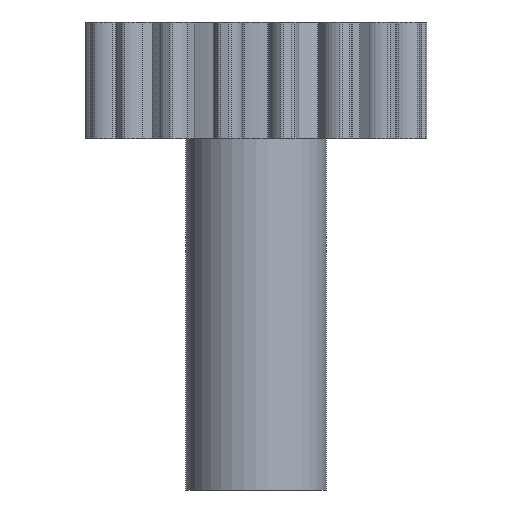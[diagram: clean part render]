
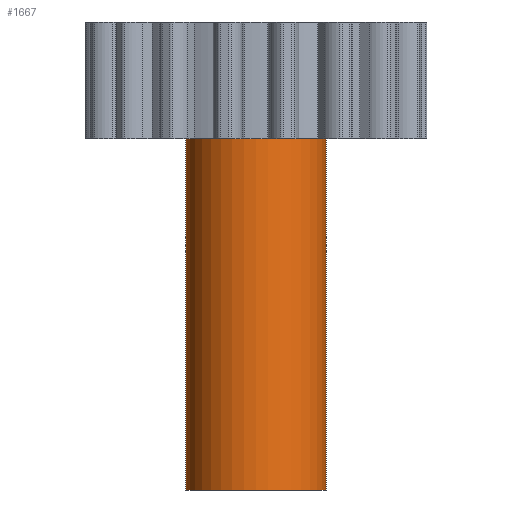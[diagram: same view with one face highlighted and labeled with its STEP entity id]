
A CAD part, front view. The second image highlights one B-rep face of the part: STEP entity #1667.
In plain terms, the highlighted cylindrical face has radius 12 mm (diameter 24 mm), a partial arc.
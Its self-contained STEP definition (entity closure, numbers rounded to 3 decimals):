
#180 = DIRECTION ( 'NONE',  ( 0., 0., 1. ) ) ;
#204 = CARTESIAN_POINT ( 'NONE',  ( 12., 0., -70. ) ) ;
#333 = CIRCLE ( 'NONE', #2835, 12. ) ;
#349 = EDGE_LOOP ( 'NONE', ( #1298, #4015, #1557, #2686 ) ) ;
#474 = DIRECTION ( 'NONE',  ( 1., 0., 0. ) ) ;
#632 = DIRECTION ( 'NONE',  ( 1., 0., 0. ) ) ;
#660 = DIRECTION ( 'NONE',  ( 0., 0., 1. ) ) ;
#673 = VERTEX_POINT ( 'NONE', #1418 ) ;
#925 = VECTOR ( 'NONE', #4017, 1000. ) ;
#938 = CARTESIAN_POINT ( 'NONE',  ( 0., 0., -70. ) ) ;
#966 = VERTEX_POINT ( 'NONE', #3890 ) ;
#1262 = CARTESIAN_POINT ( 'NONE',  ( 12., 0., -10. ) ) ;
#1280 = DIRECTION ( 'NONE',  ( 0., 0., 1. ) ) ;
#1298 = ORIENTED_EDGE ( 'NONE', *, *, #5124, .F. ) ;
#1376 = EDGE_CURVE ( 'NONE', #1826, #2955, #4381, .T. ) ;
#1418 = CARTESIAN_POINT ( 'NONE',  ( -12., 0., -10. ) ) ;
#1449 = AXIS2_PLACEMENT_3D ( 'NONE', #938, #180, #474 ) ;
#1557 = ORIENTED_EDGE ( 'NONE', *, *, #1376, .T. ) ;
#1638 = CIRCLE ( 'NONE', #4673, 12. ) ;
#1667 = ADVANCED_FACE ( 'NONE', ( #4599 ), #3899, .T. ) ;
#1826 = VERTEX_POINT ( 'NONE', #204 ) ;
#1878 = DIRECTION ( 'NONE',  ( 0., 0., 1. ) ) ;
#2229 = EDGE_CURVE ( 'NONE', #673, #2955, #333, .T. ) ;
#2272 = CARTESIAN_POINT ( 'NONE',  ( 0., 0., -10. ) ) ;
#2686 = ORIENTED_EDGE ( 'NONE', *, *, #2229, .F. ) ;
#2835 = AXIS2_PLACEMENT_3D ( 'NONE', #2272, #660, #632 ) ;
#2955 = VERTEX_POINT ( 'NONE', #1262 ) ;
#3287 = CARTESIAN_POINT ( 'NONE',  ( -12., 0., -70. ) ) ;
#3342 = EDGE_CURVE ( 'NONE', #966, #1826, #1638, .T. ) ;
#3347 = CARTESIAN_POINT ( 'NONE',  ( 0., 0., -70. ) ) ;
#3890 = CARTESIAN_POINT ( 'NONE',  ( -12., 0., -70. ) ) ;
#3899 = CYLINDRICAL_SURFACE ( 'NONE', #1449, 12. ) ;
#3963 = VECTOR ( 'NONE', #1878, 1000. ) ;
#3984 = CARTESIAN_POINT ( 'NONE',  ( 12., 0., -70. ) ) ;
#4015 = ORIENTED_EDGE ( 'NONE', *, *, #3342, .T. ) ;
#4017 = DIRECTION ( 'NONE',  ( 0., 0., 1. ) ) ;
#4057 = DIRECTION ( 'NONE',  ( 1., 0., 0. ) ) ;
#4381 = LINE ( 'NONE', #3984, #3963 ) ;
#4599 = FACE_OUTER_BOUND ( 'NONE', #349, .T. ) ;
#4673 = AXIS2_PLACEMENT_3D ( 'NONE', #3347, #1280, #4057 ) ;
#4911 = LINE ( 'NONE', #3287, #925 ) ;
#5124 = EDGE_CURVE ( 'NONE', #966, #673, #4911, .T. ) ;
